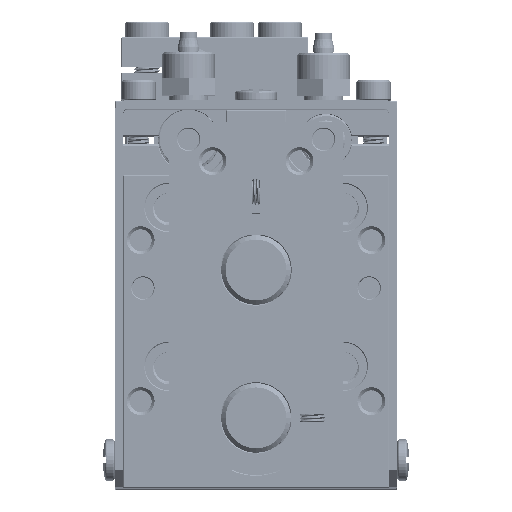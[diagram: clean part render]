
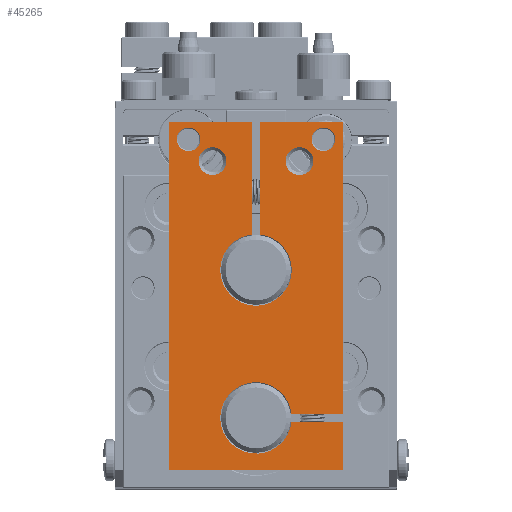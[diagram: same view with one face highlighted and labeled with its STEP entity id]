
A CAD part, top view. The second image highlights one B-rep face of the part: STEP entity #45265.
In plain terms, the highlighted face is planar.
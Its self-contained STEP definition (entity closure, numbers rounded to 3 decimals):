
#445=FACE_BOUND('',#11583,.T.);
#446=FACE_BOUND('',#11584,.T.);
#447=FACE_BOUND('',#11585,.T.);
#448=FACE_BOUND('',#11586,.T.);
#6707=CIRCLE('',#48314,8.2);
#6709=CIRCLE('',#48317,8.2);
#6710=CIRCLE('',#48318,2.7);
#6711=CIRCLE('',#48319,3.2);
#6712=CIRCLE('',#48320,3.2);
#6713=CIRCLE('',#48321,2.7);
#8934=FACE_OUTER_BOUND('',#11582,.T.);
#11582=EDGE_LOOP('',(#39460,#39461,#39462,#39463,#39464,#39465,#39466,#39467,
#39468,#39469,#39470,#39471));
#11583=EDGE_LOOP('',(#39472));
#11584=EDGE_LOOP('',(#39473));
#11585=EDGE_LOOP('',(#39474));
#11586=EDGE_LOOP('',(#39475));
#14133=LINE('',#154290,#16636);
#14138=LINE('',#154311,#16641);
#14144=LINE('',#154331,#16647);
#14154=LINE('',#158496,#16657);
#14157=LINE('',#158516,#16660);
#14159=LINE('',#158527,#16662);
#14160=LINE('',#158528,#16663);
#14161=LINE('',#158532,#16664);
#14162=LINE('',#158533,#16665);
#14163=LINE('',#158534,#16666);
#16636=VECTOR('',#55309,10.);
#16641=VECTOR('',#55330,10.);
#16647=VECTOR('',#55352,10.);
#16657=VECTOR('',#55422,10.);
#16660=VECTOR('',#55431,10.);
#16662=VECTOR('',#55441,10.);
#16663=VECTOR('',#55442,10.);
#16664=VECTOR('',#55445,10.);
#16665=VECTOR('',#55446,10.);
#16666=VECTOR('',#55447,10.);
#20683=VERTEX_POINT('',#154283);
#20686=VERTEX_POINT('',#154288);
#20693=VERTEX_POINT('',#154308);
#20694=VERTEX_POINT('',#154310);
#20700=VERTEX_POINT('',#154329);
#20717=VERTEX_POINT('',#158491);
#20718=VERTEX_POINT('',#158495);
#20722=VERTEX_POINT('',#158511);
#20723=VERTEX_POINT('',#158515);
#20725=VERTEX_POINT('',#158520);
#20726=VERTEX_POINT('',#158529);
#20727=VERTEX_POINT('',#158531);
#20728=VERTEX_POINT('',#158535);
#20729=VERTEX_POINT('',#158537);
#20730=VERTEX_POINT('',#158539);
#20731=VERTEX_POINT('',#158541);
#27067=EDGE_CURVE('',#20683,#20686,#14133,.T.);
#27076=EDGE_CURVE('',#20693,#20694,#14138,.T.);
#27086=EDGE_CURVE('',#20700,#20693,#14144,.T.);
#27144=EDGE_CURVE('',#20718,#20717,#14154,.T.);
#27151=EDGE_CURVE('',#20723,#20722,#14157,.T.);
#27154=EDGE_CURVE('',#20725,#20722,#6707,.T.);
#27156=EDGE_CURVE('',#20725,#20683,#14159,.T.);
#27157=EDGE_CURVE('',#20686,#20718,#14160,.T.);
#27158=EDGE_CURVE('',#20726,#20717,#6709,.T.);
#27159=EDGE_CURVE('',#20726,#20727,#14161,.T.);
#27160=EDGE_CURVE('',#20727,#20694,#14162,.T.);
#27161=EDGE_CURVE('',#20700,#20723,#14163,.T.);
#27162=EDGE_CURVE('',#20728,#20728,#6710,.T.);
#27163=EDGE_CURVE('',#20729,#20729,#6711,.T.);
#27164=EDGE_CURVE('',#20730,#20730,#6712,.T.);
#27165=EDGE_CURVE('',#20731,#20731,#6713,.T.);
#39460=ORIENTED_EDGE('',*,*,#27154,.F.);
#39461=ORIENTED_EDGE('',*,*,#27156,.T.);
#39462=ORIENTED_EDGE('',*,*,#27067,.T.);
#39463=ORIENTED_EDGE('',*,*,#27157,.T.);
#39464=ORIENTED_EDGE('',*,*,#27144,.T.);
#39465=ORIENTED_EDGE('',*,*,#27158,.F.);
#39466=ORIENTED_EDGE('',*,*,#27159,.T.);
#39467=ORIENTED_EDGE('',*,*,#27160,.T.);
#39468=ORIENTED_EDGE('',*,*,#27076,.F.);
#39469=ORIENTED_EDGE('',*,*,#27086,.F.);
#39470=ORIENTED_EDGE('',*,*,#27161,.T.);
#39471=ORIENTED_EDGE('',*,*,#27151,.T.);
#39472=ORIENTED_EDGE('',*,*,#27162,.F.);
#39473=ORIENTED_EDGE('',*,*,#27163,.F.);
#39474=ORIENTED_EDGE('',*,*,#27164,.F.);
#39475=ORIENTED_EDGE('',*,*,#27165,.F.);
#43272=PLANE('',#48316);
#45265=ADVANCED_FACE('',(#8934,#445,#446,#447,#448),#43272,.T.);
#48314=AXIS2_PLACEMENT_3D('',#158524,#55435,#55436);
#48316=AXIS2_PLACEMENT_3D('',#158526,#55439,#55440);
#48317=AXIS2_PLACEMENT_3D('',#158530,#55443,#55444);
#48318=AXIS2_PLACEMENT_3D('',#158536,#55448,#55449);
#48319=AXIS2_PLACEMENT_3D('',#158538,#55450,#55451);
#48320=AXIS2_PLACEMENT_3D('',#158540,#55452,#55453);
#48321=AXIS2_PLACEMENT_3D('',#158542,#55454,#55455);
#55309=DIRECTION('',(0.,1.,0.));
#55330=DIRECTION('',(0.,1.,0.));
#55352=DIRECTION('',(0.,0.,1.));
#55422=DIRECTION('',(0.,-1.,0.));
#55431=DIRECTION('',(0.,0.,1.));
#55435=DIRECTION('center_axis',(1.,0.,0.));
#55436=DIRECTION('ref_axis',(0.,0.,1.));
#55439=DIRECTION('center_axis',(1.,0.,0.));
#55440=DIRECTION('ref_axis',(0.,1.,0.));
#55441=DIRECTION('',(0.,0.,-1.));
#55442=DIRECTION('',(0.,0.,1.));
#55443=DIRECTION('center_axis',(1.,0.,0.));
#55444=DIRECTION('ref_axis',(0.,0.,-1.));
#55445=DIRECTION('',(0.,1.,0.));
#55446=DIRECTION('',(0.,0.,1.));
#55447=DIRECTION('',(0.,1.,0.));
#55448=DIRECTION('center_axis',(1.,0.,0.));
#55449=DIRECTION('ref_axis',(0.,0.,-1.));
#55450=DIRECTION('center_axis',(1.,0.,0.));
#55451=DIRECTION('ref_axis',(0.,0.,-1.));
#55452=DIRECTION('center_axis',(1.,0.,0.));
#55453=DIRECTION('ref_axis',(0.,0.,-1.));
#55454=DIRECTION('center_axis',(1.,0.,0.));
#55455=DIRECTION('ref_axis',(0.,0.,-1.));
#154283=CARTESIAN_POINT('',(15.,13.,0.));
#154288=CARTESIAN_POINT('',(15.,80.,0.));
#154290=CARTESIAN_POINT('',(15.,0.,0.));
#154308=CARTESIAN_POINT('',(15.,0.,40.));
#154310=CARTESIAN_POINT('',(15.,80.,40.));
#154311=CARTESIAN_POINT('',(15.,0.,40.));
#154329=CARTESIAN_POINT('',(15.,0.,0.));
#154331=CARTESIAN_POINT('',(15.,0.,0.));
#158491=CARTESIAN_POINT('',(15.,54.139,19.));
#158495=CARTESIAN_POINT('',(15.,80.,19.));
#158496=CARTESIAN_POINT('',(15.,40.,19.));
#158511=CARTESIAN_POINT('',(15.,11.,11.861));
#158515=CARTESIAN_POINT('',(15.,11.,0.));
#158516=CARTESIAN_POINT('',(15.,11.,0.));
#158520=CARTESIAN_POINT('',(15.,13.,11.861));
#158524=CARTESIAN_POINT('Origin',(15.,12.,20.));
#158526=CARTESIAN_POINT('Origin',(15.,0.,0.));
#158527=CARTESIAN_POINT('',(15.,13.,0.));
#158528=CARTESIAN_POINT('',(15.,80.,0.));
#158529=CARTESIAN_POINT('',(15.,54.139,21.));
#158530=CARTESIAN_POINT('Origin',(15.,46.,20.));
#158531=CARTESIAN_POINT('',(15.,80.,21.));
#158532=CARTESIAN_POINT('',(15.,40.,21.));
#158533=CARTESIAN_POINT('',(15.,80.,0.));
#158534=CARTESIAN_POINT('',(15.,0.,0.));
#158535=CARTESIAN_POINT('',(15.,76.,7.2));
#158536=CARTESIAN_POINT('Origin',(15.,76.,4.5));
#158537=CARTESIAN_POINT('',(15.,71.,33.2));
#158538=CARTESIAN_POINT('Origin',(15.,71.,30.));
#158539=CARTESIAN_POINT('',(15.,71.,13.2));
#158540=CARTESIAN_POINT('Origin',(15.,71.,10.));
#158541=CARTESIAN_POINT('',(15.,76.,38.2));
#158542=CARTESIAN_POINT('Origin',(15.,76.,35.5));
